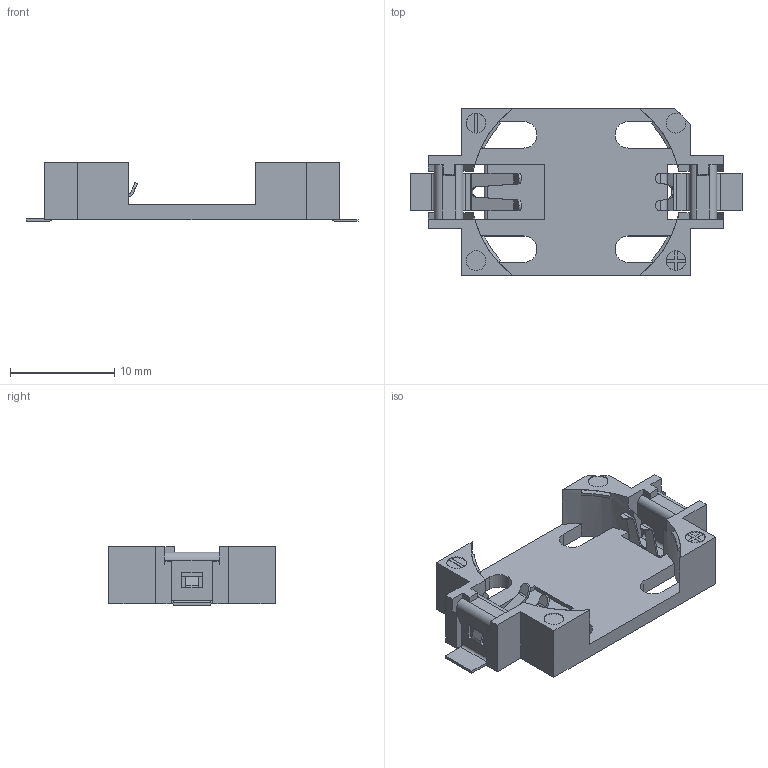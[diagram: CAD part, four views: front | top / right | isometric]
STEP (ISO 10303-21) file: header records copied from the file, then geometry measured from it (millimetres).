
FILE_DESCRIPTION(('FreeCAD Model'),'2;1');
FILE_NAME('Assem1_cp.step','2020-03-21T15:53:09',( 'kicad StepUp'),('ksu MCAD'),'Open CASCADE STEP processor 7.3', 'FreeCAD','Unknown');
FILE_SCHEMA(('AUTOMOTIVE_DESIGN { 1 0 10303 214 1 1 1 1 }'));
Length unit declared in the file: millimetre
Products named in the file (1): Assem1_cp
Bounding box: 31.9 x 16 x 5.65 mm (x, y, z)
Volume: 815.6 mm3; surface area: 1722.2 mm2
Topology: 3 solids, 3 shells, 286 faces, 781 edges, 502 vertices
Faces by surface type: plane 217, cylinder 57, cone 8, bspline 4
Full cylindrical faces by diameter (mm): 1.9 x3
Entity records: 11011 total; most frequent: CARTESIAN_POINT 1653, ORIENTED_EDGE 1562, DIRECTION 1478, EDGE_CURVE 781, LINE 628, VECTOR 628, VERTEX_POINT 502, AXIS2_PLACEMENT_3D 425
